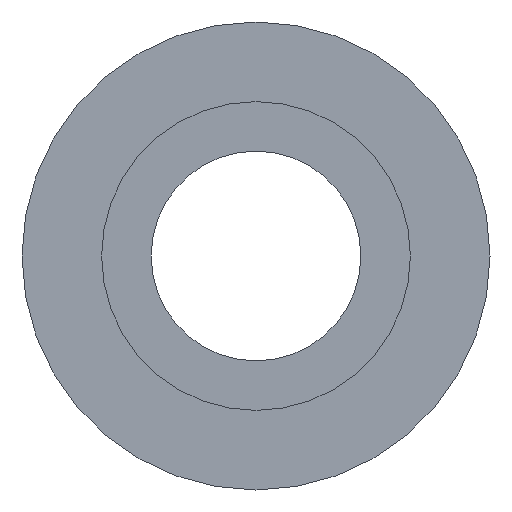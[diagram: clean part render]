
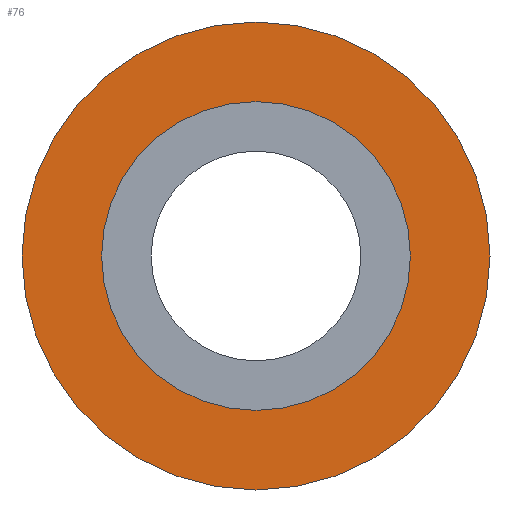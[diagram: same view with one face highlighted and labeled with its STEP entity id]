
A CAD part, front view. The second image highlights one B-rep face of the part: STEP entity #76.
In plain terms, the highlighted planar face has unit normal (0, -1, 0).
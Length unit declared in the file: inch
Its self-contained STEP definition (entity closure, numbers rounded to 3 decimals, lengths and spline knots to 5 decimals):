
#14=PLANE($,#89);
#19=FACE_BOUND($,#35,.T.);
#25=FACE_OUTER_BOUND($,#34,.T.);
#34=EDGE_LOOP($,(#64));
#35=EDGE_LOOP($,(#65));
#43=CIRCLE($,#88,0.0825);
#44=CIRCLE($,#90,0.125);
#49=VERTEX_POINT($,#130);
#50=VERTEX_POINT($,#133);
#55=EDGE_CURVE($,#49,#49,#43,.T.);
#56=EDGE_CURVE($,#50,#50,#44,.T.);
#64=ORIENTED_EDGE($,*,*,#56,.T.);
#65=ORIENTED_EDGE($,*,*,#55,.F.);
#76=ADVANCED_FACE($,(#25,#19),#14,.T.);
#88=AXIS2_PLACEMENT_3D($,#131,#108,#109);
#89=AXIS2_PLACEMENT_3D($,#132,#110,#111);
#90=AXIS2_PLACEMENT_3D($,#134,#112,#113);
#108=DIRECTION('center_axis',(0.,-1.,0.));
#109=DIRECTION('ref_axis',(1.,0.,0.));
#110=DIRECTION('center_axis',(0.,-1.,0.));
#111=DIRECTION('ref_axis',(-1.,0.,0.));
#112=DIRECTION('center_axis',(0.,-1.,0.));
#113=DIRECTION('ref_axis',(1.,0.,0.));
#130=CARTESIAN_POINT('',(-0.0825,0.,0.));
#131=CARTESIAN_POINT('Origin',(0.,0.,0.));
#132=CARTESIAN_POINT('Origin',(0.,0.,0.));
#133=CARTESIAN_POINT('',(-0.125,0.,0.));
#134=CARTESIAN_POINT('Origin',(0.,0.,0.));
